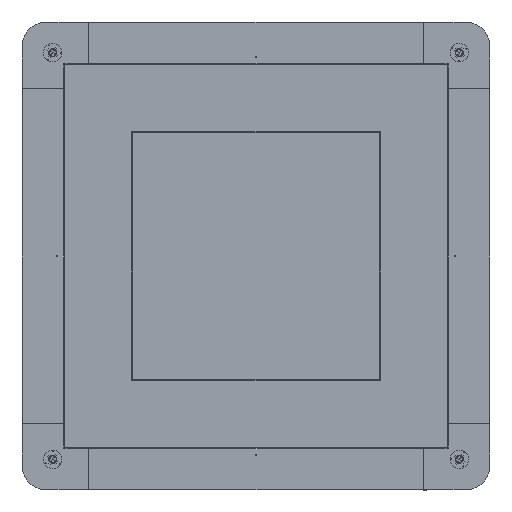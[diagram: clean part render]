
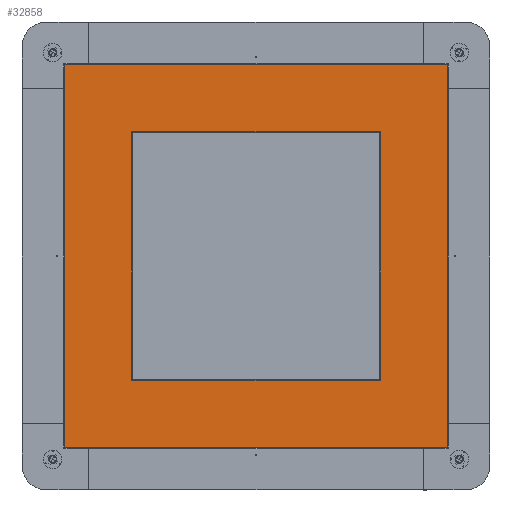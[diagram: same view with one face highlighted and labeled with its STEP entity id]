
A CAD part, top view. The second image highlights one B-rep face of the part: STEP entity #32858.
In plain terms, the highlighted face is planar.
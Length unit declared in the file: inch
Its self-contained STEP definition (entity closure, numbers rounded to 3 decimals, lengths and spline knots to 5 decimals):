
#351 = ORIENTED_EDGE ( 'NONE', *, *, #19737, .F. ) ;
#393 = EDGE_CURVE ( 'NONE', #16943, #39956, #36336, .T. ) ;
#1161 = EDGE_CURVE ( 'NONE', #14193, #32548, #34608, .T. ) ;
#2095 = EDGE_CURVE ( 'NONE', #32429, #16943, #3609, .T. ) ;
#2821 = DIRECTION ( 'NONE',  ( 0., 0., 1. ) ) ;
#3096 = EDGE_LOOP ( 'NONE', ( #351, #34096, #31430, #17346 ) ) ;
#3282 = EDGE_CURVE ( 'NONE', #31297, #14193, #37202, .T. ) ;
#3520 = CARTESIAN_POINT ( 'NONE',  ( -7.52953, 0., 4.87205 ) ) ;
#3609 = LINE ( 'NONE', #32737, #28870 ) ;
#3941 = AXIS2_PLACEMENT_3D ( 'NONE', #42380, #22643, #2821 ) ;
#4330 = FACE_BOUND ( 'NONE', #28751, .T. ) ;
#4685 = VECTOR ( 'NONE', #26589, 39.37008 ) ;
#5026 = LINE ( 'NONE', #28667, #30368 ) ;
#5333 = FACE_OUTER_BOUND ( 'NONE', #3096, .T. ) ;
#5586 = DIRECTION ( 'NONE',  ( 0., 0., -1. ) ) ;
#7774 = CARTESIAN_POINT ( 'NONE',  ( -7.52953, 0., -4.87205 ) ) ;
#8182 = CARTESIAN_POINT ( 'NONE',  ( 7.52953, 0., -7.52953 ) ) ;
#9028 = CARTESIAN_POINT ( 'NONE',  ( 7.52953, 0., -7.52953 ) ) ;
#9864 = VECTOR ( 'NONE', #17292, 39.37008 ) ;
#11045 = VECTOR ( 'NONE', #24885, 39.37008 ) ;
#12995 = DIRECTION ( 'NONE',  ( -1., 0., 0. ) ) ;
#13798 = ORIENTED_EDGE ( 'NONE', *, *, #14266, .T. ) ;
#13973 = CARTESIAN_POINT ( 'NONE',  ( 4.87205, 0., -4.87205 ) ) ;
#14193 = VERTEX_POINT ( 'NONE', #15271 ) ;
#14266 = EDGE_CURVE ( 'NONE', #32548, #37307, #5026, .T. ) ;
#14417 = CARTESIAN_POINT ( 'NONE',  ( -4.87205, 0., 4.87205 ) ) ;
#14626 = ORIENTED_EDGE ( 'NONE', *, *, #1161, .T. ) ;
#15271 = CARTESIAN_POINT ( 'NONE',  ( 4.87205, 0., 4.87205 ) ) ;
#16943 = VERTEX_POINT ( 'NONE', #42835 ) ;
#17292 = DIRECTION ( 'NONE',  ( 1., 0., 0. ) ) ;
#17346 = ORIENTED_EDGE ( 'NONE', *, *, #2095, .F. ) ;
#18246 = CARTESIAN_POINT ( 'NONE',  ( -7.52953, 0., -7.52953 ) ) ;
#18560 = LINE ( 'NONE', #7774, #26316 ) ;
#18984 = DIRECTION ( 'NONE',  ( 0., 0., 1. ) ) ;
#19737 = EDGE_CURVE ( 'NONE', #24585, #32429, #20519, .T. ) ;
#20519 = LINE ( 'NONE', #9028, #35995 ) ;
#22424 = CARTESIAN_POINT ( 'NONE',  ( -7.52953, 0., -7.52953 ) ) ;
#22643 = DIRECTION ( 'NONE',  ( 0., 1., 0. ) ) ;
#23590 = DIRECTION ( 'NONE',  ( 0., 0., 1. ) ) ;
#24585 = VERTEX_POINT ( 'NONE', #8182 ) ;
#24885 = DIRECTION ( 'NONE',  ( 0., 0., -1. ) ) ;
#26316 = VECTOR ( 'NONE', #40688, 39.37008 ) ;
#26589 = DIRECTION ( 'NONE',  ( -1., 0., 0. ) ) ;
#28667 = CARTESIAN_POINT ( 'NONE',  ( -4.87205, 0., 7.52953 ) ) ;
#28751 = EDGE_LOOP ( 'NONE', ( #14626, #13798, #36427, #31425 ) ) ;
#28870 = VECTOR ( 'NONE', #12995, 39.37008 ) ;
#29106 = CARTESIAN_POINT ( 'NONE',  ( -4.87205, 0., -4.87205 ) ) ;
#30368 = VECTOR ( 'NONE', #5586, 39.37008 ) ;
#31297 = VERTEX_POINT ( 'NONE', #13973 ) ;
#31425 = ORIENTED_EDGE ( 'NONE', *, *, #3282, .T. ) ;
#31430 = ORIENTED_EDGE ( 'NONE', *, *, #393, .F. ) ;
#32429 = VERTEX_POINT ( 'NONE', #39831 ) ;
#32548 = VERTEX_POINT ( 'NONE', #14417 ) ;
#32737 = CARTESIAN_POINT ( 'NONE',  ( -7.52953, 0., 7.52953 ) ) ;
#32858 = ADVANCED_FACE ( 'NONE', ( #5333, #4330 ), #38764, .T. ) ;
#33395 = CARTESIAN_POINT ( 'NONE',  ( 4.87205, 0., 7.52953 ) ) ;
#33874 = EDGE_CURVE ( 'NONE', #39956, #24585, #35135, .T. ) ;
#34096 = ORIENTED_EDGE ( 'NONE', *, *, #33874, .F. ) ;
#34608 = LINE ( 'NONE', #3520, #4685 ) ;
#35135 = LINE ( 'NONE', #37091, #9864 ) ;
#35995 = VECTOR ( 'NONE', #18984, 39.37008 ) ;
#36142 = VECTOR ( 'NONE', #23590, 39.37008 ) ;
#36336 = LINE ( 'NONE', #18246, #11045 ) ;
#36427 = ORIENTED_EDGE ( 'NONE', *, *, #41808, .T. ) ;
#37091 = CARTESIAN_POINT ( 'NONE',  ( -7.52953, 0., -7.52953 ) ) ;
#37202 = LINE ( 'NONE', #33395, #36142 ) ;
#37307 = VERTEX_POINT ( 'NONE', #29106 ) ;
#38764 = PLANE ( 'NONE',  #3941 ) ;
#39831 = CARTESIAN_POINT ( 'NONE',  ( 7.52953, 0., 7.52953 ) ) ;
#39956 = VERTEX_POINT ( 'NONE', #22424 ) ;
#40688 = DIRECTION ( 'NONE',  ( 1., 0., 0. ) ) ;
#41808 = EDGE_CURVE ( 'NONE', #37307, #31297, #18560, .T. ) ;
#42380 = CARTESIAN_POINT ( 'NONE',  ( -7.52953, 0., 7.52953 ) ) ;
#42835 = CARTESIAN_POINT ( 'NONE',  ( -7.52953, 0., 7.52953 ) ) ;
